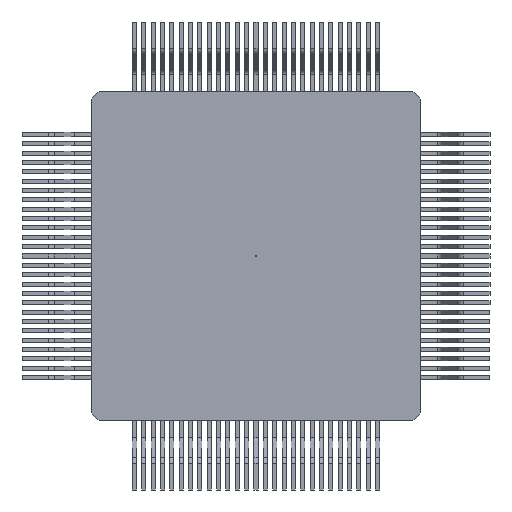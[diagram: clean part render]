
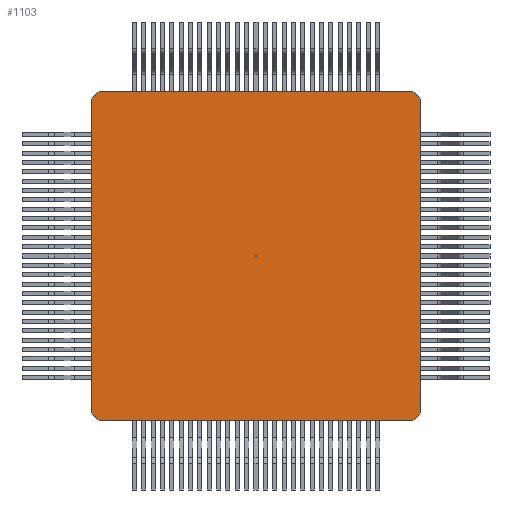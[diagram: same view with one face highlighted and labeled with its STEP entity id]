
A CAD part, front view. The second image highlights one B-rep face of the part: STEP entity #1103.
In plain terms, the highlighted planar face has unit normal (0, -1, 0).
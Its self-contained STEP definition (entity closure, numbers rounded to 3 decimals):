
#1103=ADVANCED_FACE('',(#11705,#11707),#11709,.F.);
#11705=FACE_BOUND('',#11706,.T.);
#11706=EDGE_LOOP('',(#20185,#20186,#20187,#20188,#20189,#20190,#20191,#20192));
#11707=FACE_BOUND('',#11708,.T.);
#11708=EDGE_LOOP('',(#20193));
#11709=PLANE('',#11710);
#11710=AXIS2_PLACEMENT_3D('',#11711,#11712,#11713);
#11711=CARTESIAN_POINT('',(0.,0.,0.));
#11712=DIRECTION('',(0.,1.,0.));
#11713=DIRECTION('',(1.,0.,0.));
#20185=ORIENTED_EDGE('',*,*,#26519,.F.);
#20186=ORIENTED_EDGE('',*,*,#26520,.F.);
#20187=ORIENTED_EDGE('',*,*,#26521,.F.);
#20188=ORIENTED_EDGE('',*,*,#26522,.F.);
#20189=ORIENTED_EDGE('',*,*,#26523,.F.);
#20190=ORIENTED_EDGE('',*,*,#26524,.F.);
#20191=ORIENTED_EDGE('',*,*,#26525,.F.);
#20192=ORIENTED_EDGE('',*,*,#26526,.F.);
#20193=ORIENTED_EDGE('',*,*,#26527,.T.);
#26519=EDGE_CURVE('',#29686,#29687,#29688,.T.);
#26520=EDGE_CURVE('',#29689,#29686,#29690,.T.);
#26521=EDGE_CURVE('',#29691,#29689,#29692,.T.);
#26522=EDGE_CURVE('',#29693,#29691,#29694,.T.);
#26523=EDGE_CURVE('',#29695,#29693,#29696,.T.);
#26524=EDGE_CURVE('',#29697,#29695,#29698,.T.);
#26525=EDGE_CURVE('',#29699,#29697,#29700,.T.);
#26526=EDGE_CURVE('',#29687,#29699,#29701,.T.);
#26527=EDGE_CURVE('',#29702,#29702,#29703,.F.);
#29686=VERTEX_POINT('',#34965);
#29687=VERTEX_POINT('',#34966);
#29688=LINE('',#34967,#34968);
#29689=VERTEX_POINT('',#34970);
#29690=LINE('',#34971,#34972);
#29691=VERTEX_POINT('',#34974);
#29692=LINE('',#34975,#34976);
#29693=VERTEX_POINT('',#34978);
#29694=LINE('',#34979,#34980);
#29695=VERTEX_POINT('',#34982);
#29696=LINE('',#34983,#34984);
#29697=VERTEX_POINT('',#34986);
#29698=LINE('',#34987,#34988);
#29699=VERTEX_POINT('',#34990);
#29700=LINE('',#34991,#34992);
#29701=LINE('',#34994,#34995);
#29702=VERTEX_POINT('',#34997);
#29703=CIRCLE('',#34998,0.05);
#34965=CARTESIAN_POINT('',(-11.,0.,10.5));
#34966=CARTESIAN_POINT('',(-10.5,0.,11.));
#34967=CARTESIAN_POINT('',(-11.,0.,10.5));
#34968=VECTOR('',#34969,1.);
#34969=DIRECTION('',(0.707,0.,0.707));
#34970=CARTESIAN_POINT('',(-11.,0.,-10.5));
#34971=CARTESIAN_POINT('',(-11.,0.,-10.5));
#34972=VECTOR('',#34973,1.);
#34973=DIRECTION('',(0.,0.,1.));
#34974=CARTESIAN_POINT('',(-10.5,0.,-11.));
#34975=CARTESIAN_POINT('',(-10.5,0.,-11.));
#34976=VECTOR('',#34977,1.);
#34977=DIRECTION('',(-0.707,0.,0.707));
#34978=CARTESIAN_POINT('',(10.5,0.,-11.));
#34979=CARTESIAN_POINT('',(10.5,0.,-11.));
#34980=VECTOR('',#34981,1.);
#34981=DIRECTION('',(-1.,0.,0.));
#34982=CARTESIAN_POINT('',(11.,0.,-10.5));
#34983=CARTESIAN_POINT('',(11.,0.,-10.5));
#34984=VECTOR('',#34985,1.);
#34985=DIRECTION('',(-0.707,0.,-0.707));
#34986=CARTESIAN_POINT('',(11.,0.,10.5));
#34987=CARTESIAN_POINT('',(11.,0.,10.5));
#34988=VECTOR('',#34989,1.);
#34989=DIRECTION('',(0.,0.,-1.));
#34990=CARTESIAN_POINT('',(10.5,0.,11.));
#34991=CARTESIAN_POINT('',(10.5,0.,11.));
#34992=VECTOR('',#34993,1.);
#34993=DIRECTION('',(0.707,0.,-0.707));
#34994=CARTESIAN_POINT('',(-10.5,0.,11.));
#34995=VECTOR('',#34996,1.);
#34996=DIRECTION('',(1.,0.,0.));
#34997=CARTESIAN_POINT('',(0.05,0.,0.));
#34998=AXIS2_PLACEMENT_3D('',#34999,#35000,#35001);
#34999=CARTESIAN_POINT('',(0.,0.,0.));
#35000=DIRECTION('',(-0.,-1.,-0.));
#35001=DIRECTION('',(1.,0.,0.));
